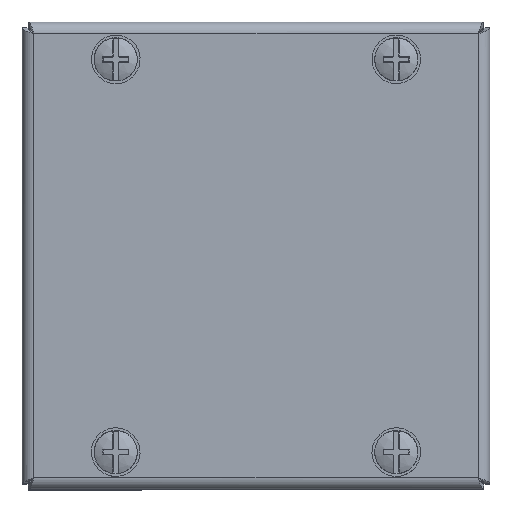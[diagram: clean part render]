
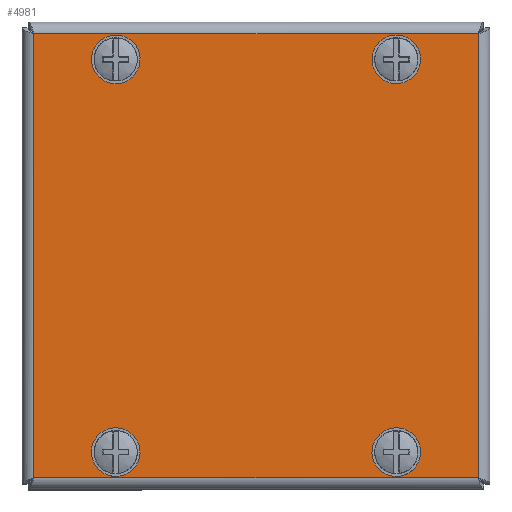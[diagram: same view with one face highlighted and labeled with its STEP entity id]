
A CAD part, top view. The second image highlights one B-rep face of the part: STEP entity #4981.
In plain terms, the highlighted face is planar.
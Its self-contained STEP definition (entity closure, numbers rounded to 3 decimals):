
#122 = ORIENTED_EDGE ( 'NONE', *, *, #3053, .T. ) ;
#143 = ORIENTED_EDGE ( 'NONE', *, *, #12304, .T. ) ;
#225 = EDGE_LOOP ( 'NONE', ( #9627 ) ) ;
#426 = ORIENTED_EDGE ( 'NONE', *, *, #3478, .F. ) ;
#455 = AXIS2_PLACEMENT_3D ( 'NONE', #15359, #14161, #14332 ) ;
#479 = CARTESIAN_POINT ( 'NONE',  ( 26., 42., 0. ) ) ;
#913 = CARTESIAN_POINT ( 'NONE',  ( 47.5, -47.5, 0. ) ) ;
#938 = CARTESIAN_POINT ( 'NONE',  ( -47.5, -47.5, 0. ) ) ;
#1247 = ORIENTED_EDGE ( 'NONE', *, *, #5411, .F. ) ;
#1415 = DIRECTION ( 'NONE',  ( 1., 0., 0. ) ) ;
#1832 = VERTEX_POINT ( 'NONE', #9922 ) ;
#2361 = CIRCLE ( 'NONE', #455, 4. ) ;
#3031 = LINE ( 'NONE', #10553, #4121 ) ;
#3053 = EDGE_CURVE ( 'NONE', #8500, #5291, #3031, .T. ) ;
#3151 = EDGE_LOOP ( 'NONE', ( #426 ) ) ;
#3285 = CARTESIAN_POINT ( 'NONE',  ( 30., -42., 0. ) ) ;
#3331 = CARTESIAN_POINT ( 'NONE',  ( -34., -42., 0. ) ) ;
#3478 = EDGE_CURVE ( 'NONE', #7305, #7305, #3666, .T. ) ;
#3666 = CIRCLE ( 'NONE', #12403, 4. ) ;
#3751 = CARTESIAN_POINT ( 'NONE',  ( -47.5, 47.5, 0. ) ) ;
#3935 = EDGE_CURVE ( 'NONE', #5291, #11033, #10731, .T. ) ;
#3947 = VERTEX_POINT ( 'NONE', #479 ) ;
#4033 = EDGE_CURVE ( 'NONE', #11033, #12242, #7773, .T. ) ;
#4121 = VECTOR ( 'NONE', #11328, 1000. ) ;
#4182 = CARTESIAN_POINT ( 'NONE',  ( -30., -42., 0. ) ) ;
#4556 = VECTOR ( 'NONE', #12139, 1000. ) ;
#4639 = VECTOR ( 'NONE', #7412, 1000. ) ;
#4712 = VECTOR ( 'NONE', #6920, 1000. ) ;
#4981 = ADVANCED_FACE ( 'NONE', ( #10384, #10532, #10096, #8756, #10069 ), #5084, .F. ) ;
#5084 = PLANE ( 'NONE',  #16080 ) ;
#5211 = CARTESIAN_POINT ( 'NONE',  ( 47.5, 47.5, 0. ) ) ;
#5218 = LINE ( 'NONE', #11125, #4639 ) ;
#5291 = VERTEX_POINT ( 'NONE', #913 ) ;
#5341 = EDGE_CURVE ( 'NONE', #1832, #1832, #7722, .T. ) ;
#5396 = DIRECTION ( 'NONE',  ( 0., 0., -1. ) ) ;
#5411 = EDGE_CURVE ( 'NONE', #6962, #6962, #7982, .T. ) ;
#5526 = DIRECTION ( 'NONE',  ( 0., 0., -1. ) ) ;
#5721 = DIRECTION ( 'NONE',  ( -1., 0., 0. ) ) ;
#6241 = ORIENTED_EDGE ( 'NONE', *, *, #5341, .F. ) ;
#6920 = DIRECTION ( 'NONE',  ( 0., 1., 0. ) ) ;
#6962 = VERTEX_POINT ( 'NONE', #3331 ) ;
#7305 = VERTEX_POINT ( 'NONE', #12187 ) ;
#7412 = DIRECTION ( 'NONE',  ( 1., 0., 0. ) ) ;
#7475 = CARTESIAN_POINT ( 'NONE',  ( -47.5, -48.743, 0. ) ) ;
#7722 = CIRCLE ( 'NONE', #9193, 4. ) ;
#7773 = LINE ( 'NONE', #7475, #4712 ) ;
#7982 = CIRCLE ( 'NONE', #8529, 4. ) ;
#8500 = VERTEX_POINT ( 'NONE', #5211 ) ;
#8529 = AXIS2_PLACEMENT_3D ( 'NONE', #4182, #5396, #5721 ) ;
#8756 = FACE_BOUND ( 'NONE', #225, .T. ) ;
#8771 = ORIENTED_EDGE ( 'NONE', *, *, #4033, .T. ) ;
#8867 = ORIENTED_EDGE ( 'NONE', *, *, #3935, .T. ) ;
#9193 = AXIS2_PLACEMENT_3D ( 'NONE', #12880, #12840, #12794 ) ;
#9627 = ORIENTED_EDGE ( 'NONE', *, *, #13831, .F. ) ;
#9914 = DIRECTION ( 'NONE',  ( 1., 0., 0. ) ) ;
#9922 = CARTESIAN_POINT ( 'NONE',  ( -26., 42., 0. ) ) ;
#10069 = FACE_OUTER_BOUND ( 'NONE', #10416, .T. ) ;
#10096 = FACE_BOUND ( 'NONE', #11024, .T. ) ;
#10245 = CARTESIAN_POINT ( 'NONE',  ( -50., 50., 0. ) ) ;
#10384 = FACE_BOUND ( 'NONE', #3151, .T. ) ;
#10416 = EDGE_LOOP ( 'NONE', ( #8867, #8771, #143, #122 ) ) ;
#10532 = FACE_BOUND ( 'NONE', #10642, .T. ) ;
#10553 = CARTESIAN_POINT ( 'NONE',  ( 47.5, 48.743, 0. ) ) ;
#10642 = EDGE_LOOP ( 'NONE', ( #1247 ) ) ;
#10731 = LINE ( 'NONE', #13392, #4556 ) ;
#10759 = DIRECTION ( 'NONE',  ( 0., 0., 1. ) ) ;
#11024 = EDGE_LOOP ( 'NONE', ( #6241 ) ) ;
#11033 = VERTEX_POINT ( 'NONE', #938 ) ;
#11125 = CARTESIAN_POINT ( 'NONE',  ( -48.743, 47.5, 0. ) ) ;
#11328 = DIRECTION ( 'NONE',  ( 0., -1., 0. ) ) ;
#12139 = DIRECTION ( 'NONE',  ( -1., 0., 0. ) ) ;
#12187 = CARTESIAN_POINT ( 'NONE',  ( 34., -42., 0. ) ) ;
#12242 = VERTEX_POINT ( 'NONE', #3751 ) ;
#12304 = EDGE_CURVE ( 'NONE', #12242, #8500, #5218, .T. ) ;
#12403 = AXIS2_PLACEMENT_3D ( 'NONE', #3285, #5526, #1415 ) ;
#12794 = DIRECTION ( 'NONE',  ( 1., 0., 0. ) ) ;
#12840 = DIRECTION ( 'NONE',  ( 0., 0., -1. ) ) ;
#12880 = CARTESIAN_POINT ( 'NONE',  ( -30., 42., 0. ) ) ;
#13392 = CARTESIAN_POINT ( 'NONE',  ( 48.743, -47.5, 0. ) ) ;
#13831 = EDGE_CURVE ( 'NONE', #3947, #3947, #2361, .T. ) ;
#14161 = DIRECTION ( 'NONE',  ( 0., 0., -1. ) ) ;
#14332 = DIRECTION ( 'NONE',  ( -1., 0., 0. ) ) ;
#15359 = CARTESIAN_POINT ( 'NONE',  ( 30., 42., 0. ) ) ;
#16080 = AXIS2_PLACEMENT_3D ( 'NONE', #10245, #10759, #9914 ) ;
